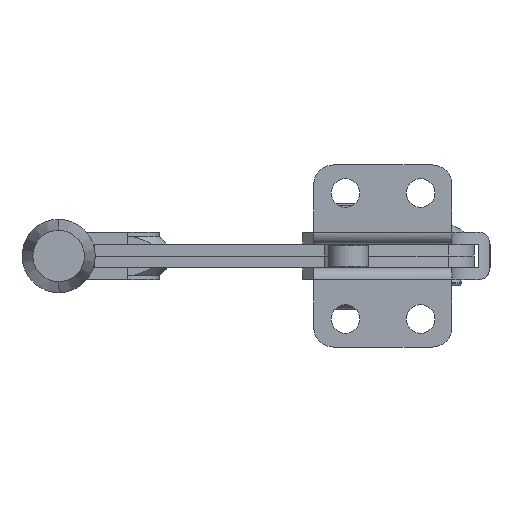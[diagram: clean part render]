
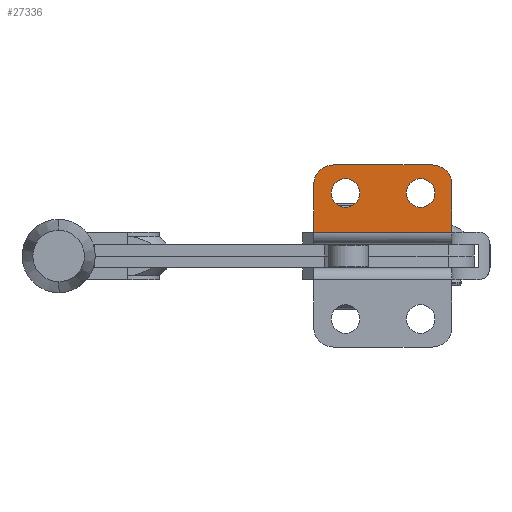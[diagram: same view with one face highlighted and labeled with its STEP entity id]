
A CAD part, front view. The second image highlights one B-rep face of the part: STEP entity #27336.
In plain terms, the highlighted planar face has unit normal (0, -1, 0).
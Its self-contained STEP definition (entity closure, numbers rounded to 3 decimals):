
#26418 = AXIS2_PLACEMENT_3D ( 'NONE', #26450, #26447, #26445 ) ;
#26419 = CIRCLE ( 'NONE', #26418, 3.6 ) ;
#26445 = DIRECTION ( 'NONE',  ( -1., 0., 0. ) ) ;
#26447 = DIRECTION ( 'NONE',  ( 0., 1., 0. ) ) ;
#26450 = CARTESIAN_POINT ( 'NONE',  ( -26.9, 0., 21.9 ) ) ;
#26461 = CARTESIAN_POINT ( 'NONE',  ( -30.5, 0., 21.9 ) ) ;
#26493 = CARTESIAN_POINT ( 'NONE',  ( -23.3, 0., 21.9 ) ) ;
#26578 = DIRECTION ( 'NONE',  ( -1., 0., 0. ) ) ;
#26579 = DIRECTION ( 'NONE',  ( 0., 1., 0. ) ) ;
#26580 = CARTESIAN_POINT ( 'NONE',  ( -7.9, 0., 21.9 ) ) ;
#26581 = AXIS2_PLACEMENT_3D ( 'NONE', #26580, #26579, #26578 ) ;
#26582 = CIRCLE ( 'NONE', #26581, 3.6 ) ;
#26583 = CARTESIAN_POINT ( 'NONE',  ( -4.3, 0., 21.9 ) ) ;
#26623 = CARTESIAN_POINT ( 'NONE',  ( -11.5, 0., 21.9 ) ) ;
#27020 = VERTEX_POINT ( 'NONE', #26493 ) ;
#27022 = VERTEX_POINT ( 'NONE', #26461 ) ;
#27027 = EDGE_CURVE ( 'NONE', #27020, #27022, #26419, .T. ) ;
#27033 = EDGE_CURVE ( 'NONE', #27036, #27080, #26582, .T. ) ;
#27036 = VERTEX_POINT ( 'NONE', #26583 ) ;
#27080 = VERTEX_POINT ( 'NONE', #26623 ) ;
#27314 = EDGE_LOOP ( 'NONE', ( #27331, #27329 ) ) ;
#27315 = EDGE_CURVE ( 'NONE', #27335, #27342, #27840, .T. ) ;
#27324 = EDGE_CURVE ( 'NONE', #27080, #27036, #27824, .T. ) ;
#27327 = ORIENTED_EDGE ( 'NONE', *, *, #27328, .T. ) ;
#27328 = EDGE_CURVE ( 'NONE', #27335, #27583, #27974, .T. ) ;
#27329 = ORIENTED_EDGE ( 'NONE', *, *, #27033, .T. ) ;
#27330 = EDGE_LOOP ( 'NONE', ( #28094, #27334 ) ) ;
#27331 = ORIENTED_EDGE ( 'NONE', *, *, #27324, .T. ) ;
#27334 = ORIENTED_EDGE ( 'NONE', *, *, #27027, .T. ) ;
#27335 = VERTEX_POINT ( 'NONE', #27962 ) ;
#27336 = ADVANCED_FACE ( 'NONE', ( #27960, #27959, #27958 ), #27956, .F. ) ;
#27338 = EDGE_LOOP ( 'NONE', ( #27356, #27346, #27340, #27349, #27353, #27327 ) ) ;
#27340 = ORIENTED_EDGE ( 'NONE', *, *, #27413, .F. ) ;
#27342 = VERTEX_POINT ( 'NONE', #27944 ) ;
#27346 = ORIENTED_EDGE ( 'NONE', *, *, #27358, .T. ) ;
#27349 = ORIENTED_EDGE ( 'NONE', *, *, #27350, .T. ) ;
#27350 = EDGE_CURVE ( 'NONE', #27402, #27342, #27772, .T. ) ;
#27353 = ORIENTED_EDGE ( 'NONE', *, *, #27315, .F. ) ;
#27356 = ORIENTED_EDGE ( 'NONE', *, *, #27582, .T. ) ;
#27358 = EDGE_CURVE ( 'NONE', #27580, #27415, #28137, .T. ) ;
#27402 = VERTEX_POINT ( 'NONE', #28447 ) ;
#27413 = EDGE_CURVE ( 'NONE', #27402, #27415, #28510, .T. ) ;
#27415 = VERTEX_POINT ( 'NONE', #28501 ) ;
#27580 = VERTEX_POINT ( 'NONE', #30562 ) ;
#27582 = EDGE_CURVE ( 'NONE', #27583, #27580, #30474, .T. ) ;
#27583 = VERTEX_POINT ( 'NONE', #30467 ) ;
#27764 = DIRECTION ( 'NONE',  ( -1., 0., 0. ) ) ;
#27767 = DIRECTION ( 'NONE',  ( 0., -1., 0. ) ) ;
#27769 = CARTESIAN_POINT ( 'NONE',  ( -5., 0., 24. ) ) ;
#27770 = AXIS2_PLACEMENT_3D ( 'NONE', #27769, #27767, #27764 ) ;
#27772 = CIRCLE ( 'NONE', #27770, 5. ) ;
#27804 = DIRECTION ( 'NONE',  ( -1., 0., 0. ) ) ;
#27806 = DIRECTION ( 'NONE',  ( 0., 1., 0. ) ) ;
#27808 = CARTESIAN_POINT ( 'NONE',  ( -7.9, 0., 21.9 ) ) ;
#27809 = AXIS2_PLACEMENT_3D ( 'NONE', #27808, #27806, #27804 ) ;
#27824 = CIRCLE ( 'NONE', #27809, 3.6 ) ;
#27834 = DIRECTION ( 'NONE',  ( 1., 0., 0. ) ) ;
#27835 = VECTOR ( 'NONE', #27834, 1000. ) ;
#27839 = CARTESIAN_POINT ( 'NONE',  ( -34.9, 0., 29. ) ) ;
#27840 = LINE ( 'NONE', #27839, #27835 ) ;
#27944 = CARTESIAN_POINT ( 'NONE',  ( -5., 0., 29. ) ) ;
#27946 = DIRECTION ( 'NONE',  ( -1., 0., 0. ) ) ;
#27948 = DIRECTION ( 'NONE',  ( 0., 1., 0. ) ) ;
#27951 = AXIS2_PLACEMENT_3D ( 'NONE', #27955, #27948, #27946 ) ;
#27955 = CARTESIAN_POINT ( 'NONE',  ( 0., 0., 12. ) ) ;
#27956 = PLANE ( 'NONE',  #27951 ) ;
#27958 = FACE_BOUND ( 'NONE', #27330, .T. ) ;
#27959 = FACE_BOUND ( 'NONE', #27314, .T. ) ;
#27960 = FACE_OUTER_BOUND ( 'NONE', #27338, .T. ) ;
#27962 = CARTESIAN_POINT ( 'NONE',  ( -29.9, 0., 29. ) ) ;
#27965 = DIRECTION ( 'NONE',  ( -1., 0., 0. ) ) ;
#27968 = DIRECTION ( 'NONE',  ( 0., -1., 0. ) ) ;
#27970 = CARTESIAN_POINT ( 'NONE',  ( -29.9, 0., 24. ) ) ;
#27971 = AXIS2_PLACEMENT_3D ( 'NONE', #27970, #27968, #27965 ) ;
#27974 = CIRCLE ( 'NONE', #27971, 5. ) ;
#28094 = ORIENTED_EDGE ( 'NONE', *, *, #28116, .T. ) ;
#28116 = EDGE_CURVE ( 'NONE', #27022, #27020, #31620, .T. ) ;
#28134 = DIRECTION ( 'NONE',  ( 1., 0., 0. ) ) ;
#28135 = VECTOR ( 'NONE', #28134, 1000. ) ;
#28136 = CARTESIAN_POINT ( 'NONE',  ( 0., 0., 12. ) ) ;
#28137 = LINE ( 'NONE', #28136, #28135 ) ;
#28447 = CARTESIAN_POINT ( 'NONE',  ( 0., 0., 24. ) ) ;
#28501 = CARTESIAN_POINT ( 'NONE',  ( 0., 0., 12. ) ) ;
#28505 = DIRECTION ( 'NONE',  ( 0., 0., -1. ) ) ;
#28507 = VECTOR ( 'NONE', #28505, 1000. ) ;
#28508 = CARTESIAN_POINT ( 'NONE',  ( 0., 0., 12. ) ) ;
#28510 = LINE ( 'NONE', #28508, #28507 ) ;
#30467 = CARTESIAN_POINT ( 'NONE',  ( -34.9, 0., 24. ) ) ;
#30470 = DIRECTION ( 'NONE',  ( 0., 0., -1. ) ) ;
#30472 = VECTOR ( 'NONE', #30470, 1000. ) ;
#30473 = CARTESIAN_POINT ( 'NONE',  ( -34.9, 0., 12. ) ) ;
#30474 = LINE ( 'NONE', #30473, #30472 ) ;
#30562 = CARTESIAN_POINT ( 'NONE',  ( -34.9, 0., 12. ) ) ;
#31462 = DIRECTION ( 'NONE',  ( -1., 0., 0. ) ) ;
#31463 = DIRECTION ( 'NONE',  ( 0., 1., 0. ) ) ;
#31465 = CARTESIAN_POINT ( 'NONE',  ( -26.9, 0., 21.9 ) ) ;
#31467 = AXIS2_PLACEMENT_3D ( 'NONE', #31465, #31463, #31462 ) ;
#31620 = CIRCLE ( 'NONE', #31467, 3.6 ) ;
